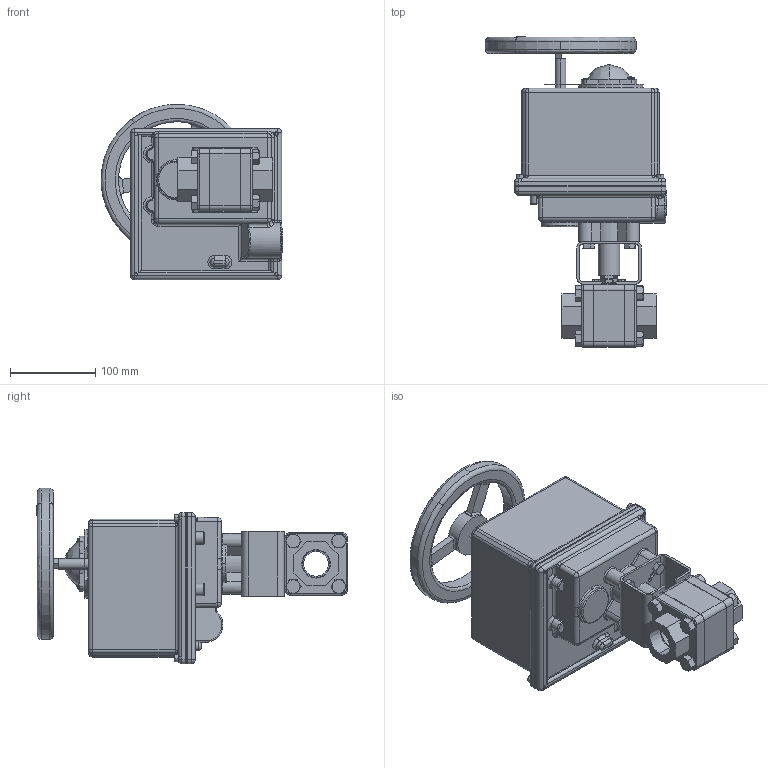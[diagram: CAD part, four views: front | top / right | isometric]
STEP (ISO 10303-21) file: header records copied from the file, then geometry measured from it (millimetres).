
FILE_DESCRIPTION (( 'STEP AP203' ), '1' );
FILE_NAME ('3000F-100-PT_ER-4.STEP', '2017-10-25T12:58:10', ( '' ), ( '' ), 'SwSTEP 2.0', 'SolidWorks 2014', '' );
FILE_SCHEMA (( 'CONFIG_CONTROL_DESIGN' ));
Length unit declared in the file: inch
Products named in the file (1): 3000F-100-PT_ER-4
Bounding box: 213.64 x 365.56 x 206.35 mm (x, y, z)
Surface area: 322448.1 mm2 (no closed solid volume)
Topology: 0 solids, 75 shells, 892 faces, 2704 edges, 1835 vertices
Faces by surface type: plane 334, cylinder 302, bspline 154, cone 92, torus 10
Entity records: 41492 total; most frequent: CARTESIAN_POINT 18890, ORIENTED_EDGE 4436, DIRECTION 4434, EDGE_CURVE 2689, VERTEX_POINT 1835, AXIS2_PLACEMENT_3D 1636, LINE 1162, VECTOR 1162
